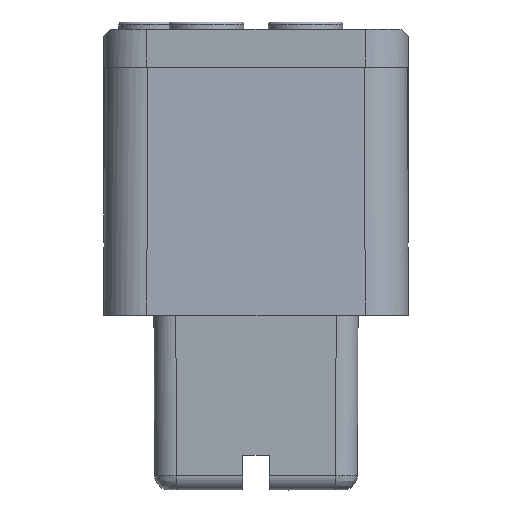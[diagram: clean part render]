
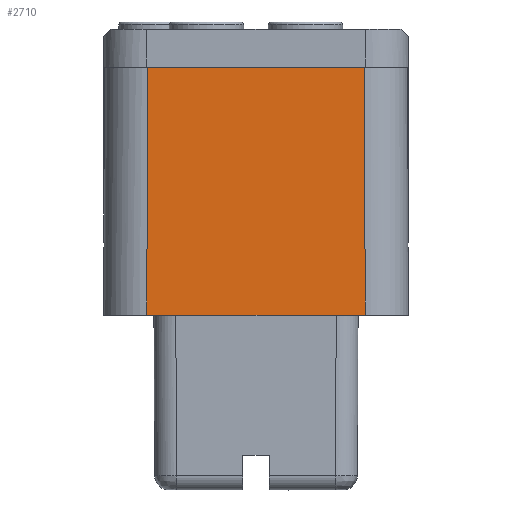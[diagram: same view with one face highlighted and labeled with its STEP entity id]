
A CAD part, front view. The second image highlights one B-rep face of the part: STEP entity #2710.
In plain terms, the highlighted planar face has unit normal (0, -1, 0.005).
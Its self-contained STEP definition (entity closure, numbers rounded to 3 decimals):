
#2095=FACE_OUTER_BOUND('',#4151,.T.);
#2710=ADVANCED_FACE('',(#2095),#3407,.T.);
#3407=PLANE('',#15217);
#4151=EDGE_LOOP('',(#5881,#5882,#5883,#5884));
#5881=ORIENTED_EDGE('',*,*,#10813,.T.);
#5882=ORIENTED_EDGE('',*,*,#10823,.T.);
#5883=ORIENTED_EDGE('',*,*,#10819,.T.);
#5884=ORIENTED_EDGE('',*,*,#10824,.F.);
#9419=VERTEX_POINT('',#20797);
#9420=VERTEX_POINT('',#20799);
#9423=VERTEX_POINT('',#20810);
#9424=VERTEX_POINT('',#20811);
#10813=EDGE_CURVE('',#9420,#9419,#12715,.T.);
#10819=EDGE_CURVE('',#9423,#9424,#12720,.T.);
#10823=EDGE_CURVE('',#9419,#9423,#12722,.T.);
#10824=EDGE_CURVE('',#9420,#9424,#12723,.T.);
#12715=LINE('',#20798,#14080);
#12720=LINE('',#20809,#14085);
#12722=LINE('',#20818,#14087);
#12723=LINE('',#20819,#14088);
#14080=VECTOR('',#16901,1.);
#14085=VECTOR('',#16912,1.);
#14087=VECTOR('',#16920,1.);
#14088=VECTOR('',#16921,1.);
#15217=AXIS2_PLACEMENT_3D('',#20820,#16922,#16923);
#16901=DIRECTION('',(-0.005,-0.005,-1.));
#16912=DIRECTION('',(-0.005,0.005,1.));
#16920=DIRECTION('',(1.,0.,0.));
#16921=DIRECTION('',(1.,0.,0.));
#16922=DIRECTION('',(0.,-1.,0.005));
#16923=DIRECTION('',(0.,0.005,1.));
#20797=CARTESIAN_POINT('',(-7.5,-10.45,0.));
#20798=CARTESIAN_POINT('',(-7.5,-10.45,0.039));
#20799=CARTESIAN_POINT('',(-7.411,-10.361,17.));
#20809=CARTESIAN_POINT('',(7.5,-10.45,0.039));
#20810=CARTESIAN_POINT('',(7.5,-10.45,0.));
#20811=CARTESIAN_POINT('',(7.411,-10.361,17.));
#20818=CARTESIAN_POINT('',(0.,-10.45,0.));
#20819=CARTESIAN_POINT('',(7.5,-10.361,17.));
#20820=CARTESIAN_POINT('',(0.,-10.45,0.));
